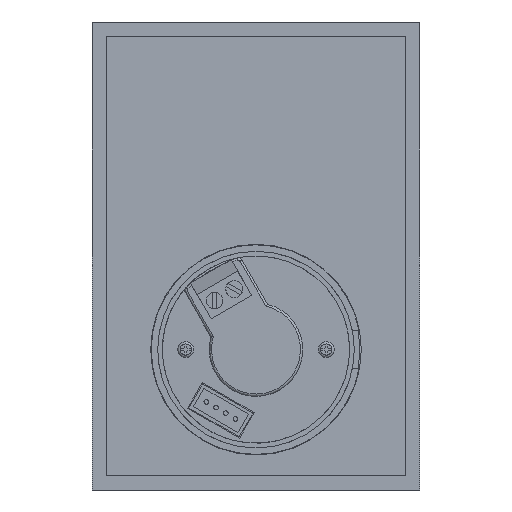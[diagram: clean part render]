
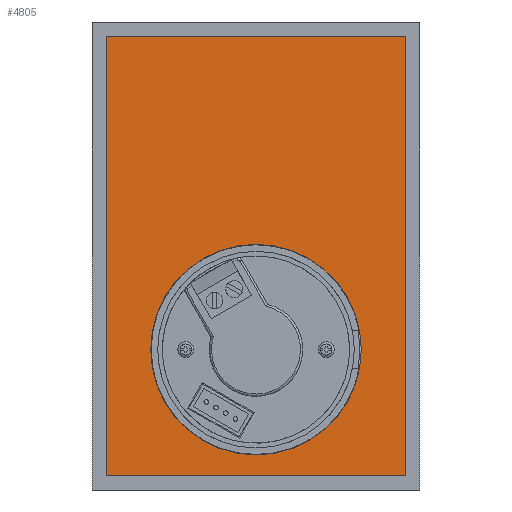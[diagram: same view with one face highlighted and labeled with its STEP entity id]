
A CAD part, left-side view. The second image highlights one B-rep face of the part: STEP entity #4805.
In plain terms, the highlighted planar face has unit normal (-1, 0, 0).
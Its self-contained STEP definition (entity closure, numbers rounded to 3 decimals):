
#455=FACE_OUTER_BOUND('',#772,.T.);
#772=EDGE_LOOP('',(#4319,#4320,#4321,#4322));
#1190=LINE('',#8376,#1619);
#1194=LINE('',#8384,#1623);
#1197=LINE('',#8390,#1626);
#1200=LINE('',#8395,#1629);
#1619=VECTOR('',#6845,10.);
#1623=VECTOR('',#6851,10.);
#1626=VECTOR('',#6856,10.);
#1629=VECTOR('',#6861,10.);
#2298=VERTEX_POINT('',#8374);
#2299=VERTEX_POINT('',#8375);
#2302=VERTEX_POINT('',#8383);
#2304=VERTEX_POINT('',#8389);
#2965=EDGE_CURVE('',#2298,#2299,#1190,.T.);
#2969=EDGE_CURVE('',#2299,#2302,#1194,.T.);
#2972=EDGE_CURVE('',#2302,#2304,#1197,.T.);
#2975=EDGE_CURVE('',#2304,#2298,#1200,.T.);
#4319=ORIENTED_EDGE('',*,*,#2965,.T.);
#4320=ORIENTED_EDGE('',*,*,#2969,.T.);
#4321=ORIENTED_EDGE('',*,*,#2972,.T.);
#4322=ORIENTED_EDGE('',*,*,#2975,.T.);
#4539=PLANE('',#5428);
#4805=ADVANCED_FACE('',(#455),#4539,.F.);
#5428=AXIS2_PLACEMENT_3D('',#8414,#6881,#6882);
#6845=DIRECTION('',(0.,0.,-1.));
#6851=DIRECTION('',(0.,-1.,0.));
#6856=DIRECTION('',(0.,0.,1.));
#6861=DIRECTION('',(0.,1.,0.));
#6881=DIRECTION('center_axis',(1.,0.,0.));
#6882=DIRECTION('ref_axis',(0.,0.,-1.));
#8374=CARTESIAN_POINT('',(0.,96.981,140.133));
#8375=CARTESIAN_POINT('',(0.,96.981,46.133));
#8376=CARTESIAN_POINT('',(0.,96.981,69.633));
#8383=CARTESIAN_POINT('',(0.,32.981,46.133));
#8384=CARTESIAN_POINT('',(0.,48.981,46.133));
#8389=CARTESIAN_POINT('',(0.,32.981,140.133));
#8390=CARTESIAN_POINT('',(0.,32.981,116.633));
#8395=CARTESIAN_POINT('',(0.,80.981,140.133));
#8414=CARTESIAN_POINT('Origin',(0.,64.981,93.133));
